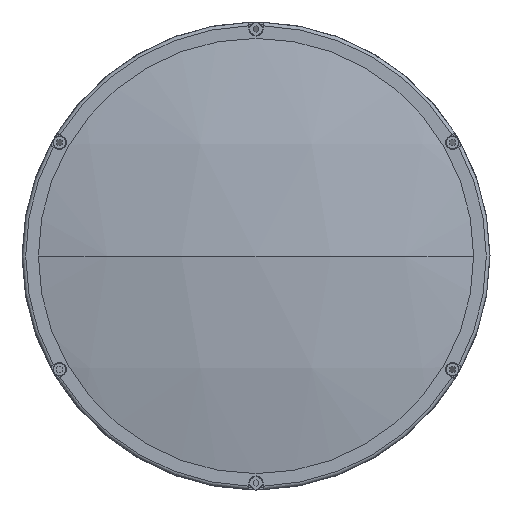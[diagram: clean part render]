
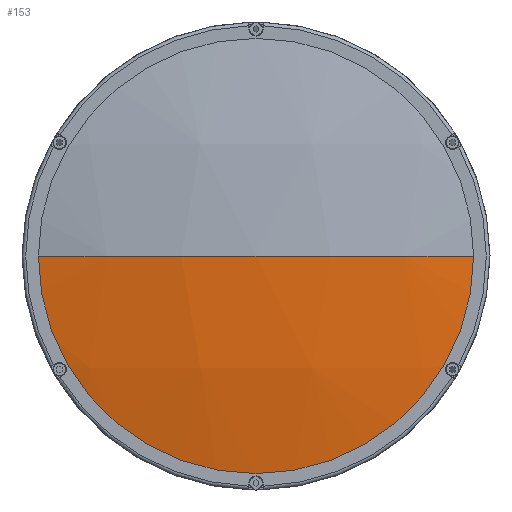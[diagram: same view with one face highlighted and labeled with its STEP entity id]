
A CAD part, left-side view. The second image highlights one B-rep face of the part: STEP entity #153.
In plain terms, the highlighted spherical face has radius 434.72 mm.
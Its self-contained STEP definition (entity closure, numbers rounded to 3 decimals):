
#8 = DIRECTION ( 'NONE',  ( 0., -1., 0. ) ) ;
#153 = ADVANCED_FACE ( 'NONE', ( #7203 ), #4506, .T. ) ;
#376 = ORIENTED_EDGE ( 'NONE', *, *, #589, .T. ) ;
#589 = EDGE_CURVE ( 'NONE', #832, #5410, #7845, .T. ) ;
#704 = VERTEX_POINT ( 'NONE', #2248 ) ;
#832 = VERTEX_POINT ( 'NONE', #6515 ) ;
#1197 = AXIS2_PLACEMENT_3D ( 'NONE', #8822, #4391, #8 ) ;
#1221 = CIRCLE ( 'NONE', #7727, 434.72 ) ;
#1312 = AXIS2_PLACEMENT_3D ( 'NONE', #9453, #6477, #5734 ) ;
#2248 = CARTESIAN_POINT ( 'NONE',  ( -422.1, 0., 0. ) ) ;
#2442 = ORIENTED_EDGE ( 'NONE', *, *, #5105, .T. ) ;
#2785 = DIRECTION ( 'NONE',  ( 0., 0., -1. ) ) ;
#2899 = CARTESIAN_POINT ( 'NONE',  ( 12.62, 0., 0. ) ) ;
#2922 = CARTESIAN_POINT ( 'NONE',  ( -411.593, -95., 0. ) ) ;
#2936 = CIRCLE ( 'NONE', #1197, 434.72 ) ;
#3522 = DIRECTION ( 'NONE',  ( 0., 0., -1. ) ) ;
#4391 = DIRECTION ( 'NONE',  ( 0., 0., 1. ) ) ;
#4506 = SPHERICAL_SURFACE ( 'NONE', #8167, 434.72 ) ;
#5105 = EDGE_CURVE ( 'NONE', #5410, #704, #1221, .T. ) ;
#5410 = VERTEX_POINT ( 'NONE', #2922 ) ;
#5734 = DIRECTION ( 'NONE',  ( 0., 0., 1. ) ) ;
#5810 = EDGE_CURVE ( 'NONE', #832, #704, #2936, .T. ) ;
#6386 = ORIENTED_EDGE ( 'NONE', *, *, #5810, .F. ) ;
#6477 = DIRECTION ( 'NONE',  ( -1., 0., 0. ) ) ;
#6515 = CARTESIAN_POINT ( 'NONE',  ( -411.593, 95., 0. ) ) ;
#7203 = FACE_OUTER_BOUND ( 'NONE', #9347, .T. ) ;
#7223 = CARTESIAN_POINT ( 'NONE',  ( 12.62, 0., 0. ) ) ;
#7727 = AXIS2_PLACEMENT_3D ( 'NONE', #7223, #2785, #7948 ) ;
#7845 = CIRCLE ( 'NONE', #1312, 95. ) ;
#7948 = DIRECTION ( 'NONE',  ( 0., 1., 0. ) ) ;
#7961 = DIRECTION ( 'NONE',  ( 0., 1., 0. ) ) ;
#8167 = AXIS2_PLACEMENT_3D ( 'NONE', #2899, #3522, #7961 ) ;
#8822 = CARTESIAN_POINT ( 'NONE',  ( 12.62, 0., 0. ) ) ;
#9347 = EDGE_LOOP ( 'NONE', ( #376, #2442, #6386 ) ) ;
#9453 = CARTESIAN_POINT ( 'NONE',  ( -411.593, 0., 0. ) ) ;
